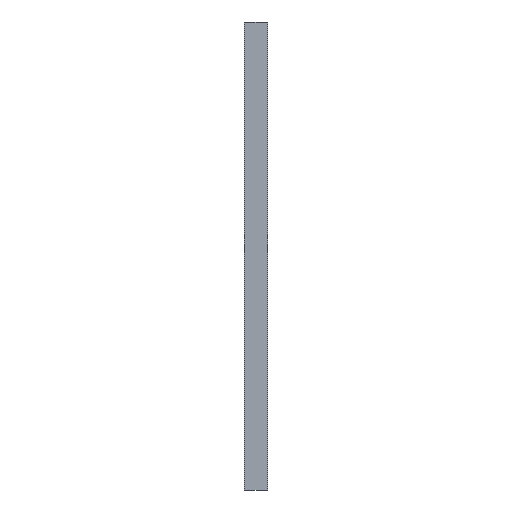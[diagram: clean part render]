
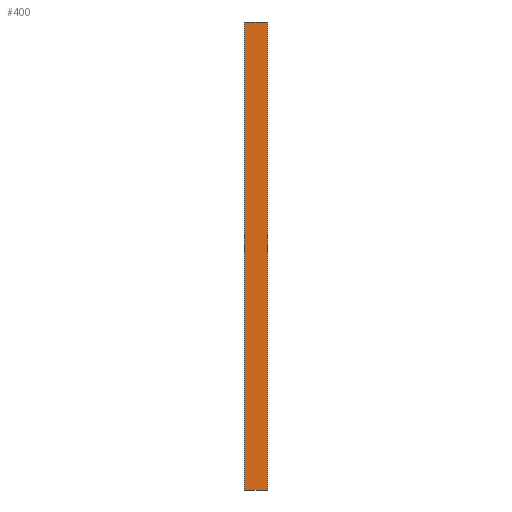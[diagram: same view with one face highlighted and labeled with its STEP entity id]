
A CAD part, front view. The second image highlights one B-rep face of the part: STEP entity #400.
In plain terms, the highlighted planar face has unit normal (0, -1, 0).
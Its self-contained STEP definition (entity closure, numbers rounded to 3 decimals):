
#1 = VECTOR ( 'NONE', #176, 1000. ) ;
#18 = VECTOR ( 'NONE', #463, 1000. ) ;
#20 = CARTESIAN_POINT ( 'NONE',  ( -47.8, -1.7, -1000. ) ) ;
#62 = LINE ( 'NONE', #299, #479 ) ;
#74 = AXIS2_PLACEMENT_3D ( 'NONE', #441, #636, #296 ) ;
#87 = LINE ( 'NONE', #384, #339 ) ;
#94 = CARTESIAN_POINT ( 'NONE',  ( 47.8, -1.7, 1000. ) ) ;
#99 = FACE_OUTER_BOUND ( 'NONE', #617, .T. ) ;
#105 = DIRECTION ( 'NONE',  ( 1., 0., 0. ) ) ;
#137 = LINE ( 'NONE', #553, #1 ) ;
#176 = DIRECTION ( 'NONE',  ( -1., 0., 0. ) ) ;
#234 = DIRECTION ( 'NONE',  ( 0., 0., -1. ) ) ;
#239 = CARTESIAN_POINT ( 'NONE',  ( 47.8, -1.7, -1000. ) ) ;
#252 = PLANE ( 'NONE',  #74 ) ;
#272 = VERTEX_POINT ( 'NONE', #20 ) ;
#296 = DIRECTION ( 'NONE',  ( -1., 0., 0. ) ) ;
#299 = CARTESIAN_POINT ( 'NONE',  ( -47.8, -1.7, 1000. ) ) ;
#306 = VERTEX_POINT ( 'NONE', #447 ) ;
#339 = VECTOR ( 'NONE', #234, 1000. ) ;
#342 = EDGE_CURVE ( 'NONE', #272, #306, #565, .T. ) ;
#343 = ORIENTED_EDGE ( 'NONE', *, *, #342, .F. ) ;
#384 = CARTESIAN_POINT ( 'NONE',  ( 47.8, -1.7, 1000. ) ) ;
#397 = ORIENTED_EDGE ( 'NONE', *, *, #399, .F. ) ;
#399 = EDGE_CURVE ( 'NONE', #306, #523, #62, .T. ) ;
#400 = ADVANCED_FACE ( 'NONE', ( #99 ), #252, .F. ) ;
#436 = ORIENTED_EDGE ( 'NONE', *, *, #589, .F. ) ;
#441 = CARTESIAN_POINT ( 'NONE',  ( 0., -1.7, 1000. ) ) ;
#447 = CARTESIAN_POINT ( 'NONE',  ( -47.8, -1.7, 1000. ) ) ;
#460 = ORIENTED_EDGE ( 'NONE', *, *, #527, .F. ) ;
#463 = DIRECTION ( 'NONE',  ( 0., 0., 1. ) ) ;
#479 = VECTOR ( 'NONE', #105, 1000. ) ;
#523 = VERTEX_POINT ( 'NONE', #94 ) ;
#527 = EDGE_CURVE ( 'NONE', #523, #618, #87, .T. ) ;
#536 = CARTESIAN_POINT ( 'NONE',  ( -47.8, -1.7, 1000. ) ) ;
#553 = CARTESIAN_POINT ( 'NONE',  ( 47.8, -1.7, -1000. ) ) ;
#565 = LINE ( 'NONE', #536, #18 ) ;
#589 = EDGE_CURVE ( 'NONE', #618, #272, #137, .T. ) ;
#617 = EDGE_LOOP ( 'NONE', ( #460, #397, #343, #436 ) ) ;
#618 = VERTEX_POINT ( 'NONE', #239 ) ;
#636 = DIRECTION ( 'NONE',  ( 0., 1., 0. ) ) ;
